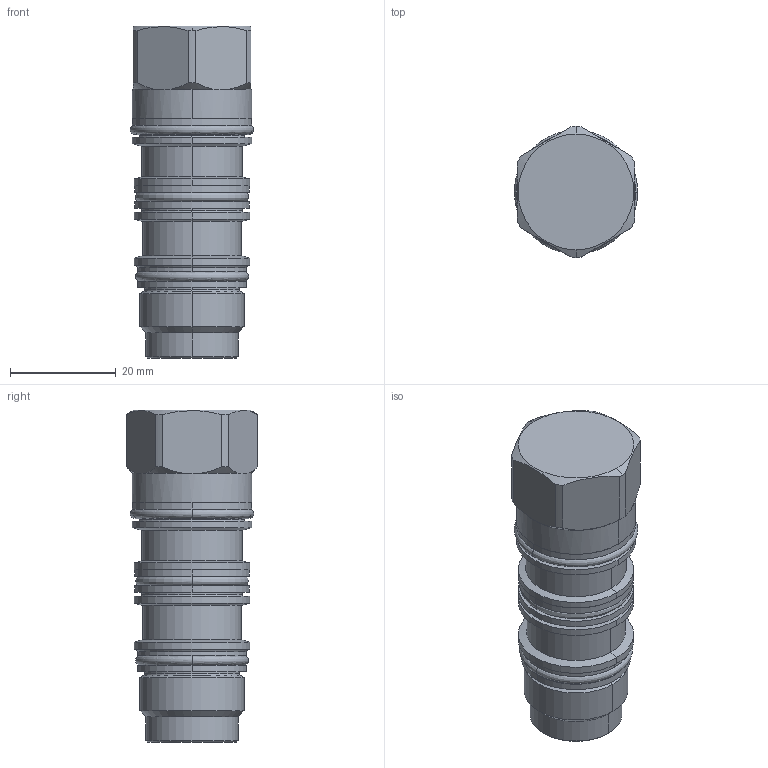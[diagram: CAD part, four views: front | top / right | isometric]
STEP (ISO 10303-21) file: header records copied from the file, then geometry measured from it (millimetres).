
FILE_DESCRIPTION((''),'2;1');
FILE_NAME('XMOA-XXV_PRT','2009-09-08T',('Administrator'),(''),'PRO/ENGINEER BY PARAMETRIC TECHNOLOGY CORPORATION, 2006240','PRO/ENGINEER BY PARAMETRIC TECHNOLOGY CORPORATION, 2006240','');
FILE_SCHEMA(('CONFIG_CONTROL_DESIGN'));
Length unit declared in the file: inch
Products named in the file (1): XMOA-XXV_PRT
Bounding box: 23.29 x 24.84 x 62.71 mm (x, y, z)
Volume: 21350.4 mm3; surface area: 6859.7 mm2
Topology: 3 solids, 3 shells, 126 faces, 280 edges, 168 vertices
Faces by surface type: cylinder 46, plane 26, cone 24, torus 20, revolution 10
Entity records: 4104 total; most frequent: CARTESIAN_POINT 1202, DIRECTION 654, ORIENTED_EDGE 560, AXIS2_PLACEMENT_3D 284, EDGE_CURVE 280, VERTEX_POINT 168, CIRCLE 168, EDGE_LOOP 138
